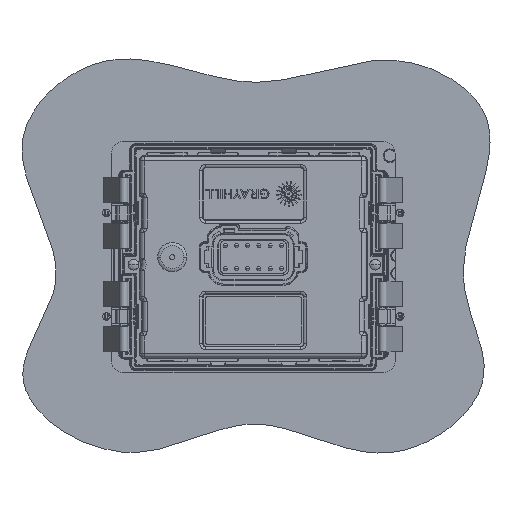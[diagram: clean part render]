
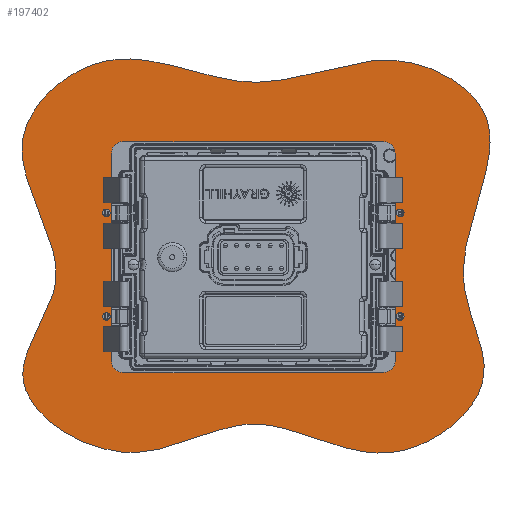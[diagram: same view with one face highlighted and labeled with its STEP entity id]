
A CAD part, front view. The second image highlights one B-rep face of the part: STEP entity #197402.
In plain terms, the highlighted planar face has unit normal (0, -1, 0).
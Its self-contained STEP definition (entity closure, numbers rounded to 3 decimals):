
#196916=CARTESIAN_POINT('',(0.,-2.5,-55.056));
#196917=CARTESIAN_POINT('',(-16.265,-2.5,-55.241));
#196918=CARTESIAN_POINT('',(-47.208,-2.5,-79.266));
#196919=CARTESIAN_POINT('',(-106.41,-2.5,-40.604));
#196920=CARTESIAN_POINT('',(-62.811,-2.5,6.406));
#196921=CARTESIAN_POINT('',(-108.304,-2.5,53.954));
#196922=CARTESIAN_POINT('',(-54.296,-2.5,102.278));
#196923=CARTESIAN_POINT('',(-19.355,-2.5,80.163));
#196924=CARTESIAN_POINT('',(0.867,-2.5,79.995));
#196925=CARTESIAN_POINT('',(1.3,-2.5,79.997));
#196930=CARTESIAN_POINT('',(1.3,-2.5,79.997));
#196931=CARTESIAN_POINT('',(20.977,-2.5,80.089));
#196932=CARTESIAN_POINT('',(51.875,-2.5,98.73));
#196933=CARTESIAN_POINT('',(110.736,-2.5,63.296));
#196934=CARTESIAN_POINT('',(69.871,-2.5,9.63));
#196935=CARTESIAN_POINT('',(102.729,-2.5,-39.861));
#196936=CARTESIAN_POINT('',(50.687,-2.5,-80.34));
#196937=CARTESIAN_POINT('',(17.618,-2.5,-54.855));
#196938=CARTESIAN_POINT('',(0.,-2.5,-55.056));
#196943=CARTESIAN_POINT('',(-51.55,-2.5,-30.18));
#196944=DIRECTION('',(0.,1.,0.));
#196945=DIRECTION('',(0.,0.,-1.));
#196946=AXIS2_PLACEMENT_3D('',#196943,#196944,#196945);
#196951=DIRECTION('',(-1.,0.,0.));
#196952=VECTOR('',#196951,103.1);
#196953=CARTESIAN_POINT('',(51.55,-2.5,-34.68));
#196954=LINE('',#196953,#196952);
#196958=CARTESIAN_POINT('',(51.55,-2.5,-30.18));
#196959=DIRECTION('',(0.,1.,0.));
#196960=DIRECTION('',(1.,0.,0.));
#196961=AXIS2_PLACEMENT_3D('',#196958,#196959,#196960);
#196966=DIRECTION('',(0.,0.,-1.));
#196967=VECTOR('',#196966,82.2);
#196968=CARTESIAN_POINT('',(56.05,-2.5,52.02));
#196969=LINE('',#196968,#196967);
#196973=CARTESIAN_POINT('',(51.55,-2.5,52.02));
#196974=DIRECTION('',(0.,1.,0.));
#196975=DIRECTION('',(0.,0.,1.));
#196976=AXIS2_PLACEMENT_3D('',#196973,#196974,#196975);
#196981=DIRECTION('',(1.,0.,0.));
#196982=VECTOR('',#196981,103.1);
#196983=CARTESIAN_POINT('',(-51.55,-2.5,56.52));
#196984=LINE('',#196983,#196982);
#196988=CARTESIAN_POINT('',(-51.55,-2.5,52.02));
#196989=DIRECTION('',(0.,1.,0.));
#196990=DIRECTION('',(-1.,0.,0.));
#196991=AXIS2_PLACEMENT_3D('',#196988,#196989,#196990);
#196996=DIRECTION('',(0.,0.,1.));
#196997=VECTOR('',#196996,82.2);
#196998=CARTESIAN_POINT('',(-56.05,-2.5,-30.18));
#196999=LINE('',#196998,#196997);
#197003=CARTESIAN_POINT('',(-58.057,-2.5,-12.5));
#197004=DIRECTION('',(0.,1.,0.));
#197005=DIRECTION('',(1.,0.,0.));
#197006=AXIS2_PLACEMENT_3D('',#197003,#197004,#197005);
#197011=CARTESIAN_POINT('',(-58.057,-2.5,-12.5));
#197012=DIRECTION('',(0.,1.,0.));
#197013=DIRECTION('',(-1.,0.,0.));
#197014=AXIS2_PLACEMENT_3D('',#197011,#197012,#197013);
#197019=CARTESIAN_POINT('',(-58.057,-2.5,28.4));
#197020=DIRECTION('',(0.,1.,0.));
#197021=DIRECTION('',(1.,0.,0.));
#197022=AXIS2_PLACEMENT_3D('',#197019,#197020,#197021);
#197027=CARTESIAN_POINT('',(-58.057,-2.5,28.4));
#197028=DIRECTION('',(0.,1.,0.));
#197029=DIRECTION('',(-1.,0.,0.));
#197030=AXIS2_PLACEMENT_3D('',#197027,#197028,#197029);
#197035=CARTESIAN_POINT('',(58.057,-2.5,-12.5));
#197036=DIRECTION('',(0.,1.,0.));
#197037=DIRECTION('',(1.,0.,0.));
#197038=AXIS2_PLACEMENT_3D('',#197035,#197036,#197037);
#197043=CARTESIAN_POINT('',(58.057,-2.5,-12.5));
#197044=DIRECTION('',(0.,1.,0.));
#197045=DIRECTION('',(-1.,0.,0.));
#197046=AXIS2_PLACEMENT_3D('',#197043,#197044,#197045);
#197051=CARTESIAN_POINT('',(58.057,-2.5,28.4));
#197052=DIRECTION('',(0.,1.,0.));
#197053=DIRECTION('',(1.,0.,0.));
#197054=AXIS2_PLACEMENT_3D('',#197051,#197052,#197053);
#197059=CARTESIAN_POINT('',(58.057,-2.5,28.4));
#197060=DIRECTION('',(0.,1.,0.));
#197061=DIRECTION('',(-1.,0.,0.));
#197062=AXIS2_PLACEMENT_3D('',#197059,#197060,#197061);
#197181=VERTEX_POINT('',#196916);
#197182=VERTEX_POINT('',#196925);
#197199=CARTESIAN_POINT('',(-51.55,-2.5,-34.68));
#197200=CARTESIAN_POINT('',(-56.05,-2.5,-30.18));
#197201=VERTEX_POINT('',#197199);
#197202=VERTEX_POINT('',#197200);
#197203=CARTESIAN_POINT('',(-56.05,-2.5,52.02));
#197204=VERTEX_POINT('',#197203);
#197205=CARTESIAN_POINT('',(-51.55,-2.5,56.52));
#197206=VERTEX_POINT('',#197205);
#197207=CARTESIAN_POINT('',(51.55,-2.5,56.52));
#197208=VERTEX_POINT('',#197207);
#197209=CARTESIAN_POINT('',(56.05,-2.5,52.02));
#197210=VERTEX_POINT('',#197209);
#197211=CARTESIAN_POINT('',(56.05,-2.5,-30.18));
#197212=VERTEX_POINT('',#197211);
#197213=CARTESIAN_POINT('',(51.55,-2.5,-34.68));
#197214=VERTEX_POINT('',#197213);
#197231=CARTESIAN_POINT('',(-56.533,-2.5,-12.5));
#197232=CARTESIAN_POINT('',(-59.581,-2.5,-12.5));
#197233=VERTEX_POINT('',#197231);
#197234=VERTEX_POINT('',#197232);
#197235=CARTESIAN_POINT('',(-56.533,-2.5,28.4));
#197236=CARTESIAN_POINT('',(-59.581,-2.5,28.4));
#197237=VERTEX_POINT('',#197235);
#197238=VERTEX_POINT('',#197236);
#197239=CARTESIAN_POINT('',(59.581,-2.5,-12.5));
#197240=CARTESIAN_POINT('',(56.533,-2.5,-12.5));
#197241=VERTEX_POINT('',#197239);
#197242=VERTEX_POINT('',#197240);
#197243=CARTESIAN_POINT('',(59.581,-2.5,28.4));
#197244=CARTESIAN_POINT('',(56.533,-2.5,28.4));
#197245=VERTEX_POINT('',#197243);
#197246=VERTEX_POINT('',#197244);
#197351=CARTESIAN_POINT('',(0.,-2.5,0.));
#197352=DIRECTION('',(0.,1.,0.));
#197353=DIRECTION('',(1.,0.,0.));
#197354=AXIS2_PLACEMENT_3D('',#197351,#197352,#197353);
#197355=PLANE('',#197354);
#197356=ORIENTED_EDGE('',*,*,#197320,.T.);
#197357=ORIENTED_EDGE('',*,*,#197345,.T.);
#197358=EDGE_LOOP('',(#197356,#197357));
#197359=FACE_OUTER_BOUND('',#197358,.F.);
#197361=ORIENTED_EDGE('',*,*,#197360,.F.);
#197363=ORIENTED_EDGE('',*,*,#197362,.F.);
#197365=ORIENTED_EDGE('',*,*,#197364,.F.);
#197367=ORIENTED_EDGE('',*,*,#197366,.F.);
#197369=ORIENTED_EDGE('',*,*,#197368,.F.);
#197371=ORIENTED_EDGE('',*,*,#197370,.F.);
#197373=ORIENTED_EDGE('',*,*,#197372,.F.);
#197375=ORIENTED_EDGE('',*,*,#197374,.F.);
#197376=EDGE_LOOP('',(#197361,#197363,#197365,#197367,#197369,#197371,#197373,
#197375));
#197377=FACE_BOUND('',#197376,.F.);
#197379=ORIENTED_EDGE('',*,*,#197378,.F.);
#197381=ORIENTED_EDGE('',*,*,#197380,.F.);
#197382=EDGE_LOOP('',(#197379,#197381));
#197383=FACE_BOUND('',#197382,.F.);
#197385=ORIENTED_EDGE('',*,*,#197384,.F.);
#197387=ORIENTED_EDGE('',*,*,#197386,.F.);
#197388=EDGE_LOOP('',(#197385,#197387));
#197389=FACE_BOUND('',#197388,.F.);
#197391=ORIENTED_EDGE('',*,*,#197390,.F.);
#197393=ORIENTED_EDGE('',*,*,#197392,.F.);
#197394=EDGE_LOOP('',(#197391,#197393));
#197395=FACE_BOUND('',#197394,.F.);
#197397=ORIENTED_EDGE('',*,*,#197396,.F.);
#197399=ORIENTED_EDGE('',*,*,#197398,.F.);
#197400=EDGE_LOOP('',(#197397,#197399));
#197401=FACE_BOUND('',#197400,.F.);
#196926=B_SPLINE_CURVE_WITH_KNOTS('',3,(#196916,#196917,#196918,#196919,#196920,
#196921,#196922,#196923,#196924,#196925),.UNSPECIFIED.,.F.,.F.,(4,1,1,1,1,1,1,
4),(0.,0.171,0.335,0.461,
0.656,0.797,0.996,1.),.UNSPECIFIED.);
#196939=B_SPLINE_CURVE_WITH_KNOTS('',3,(#196930,#196931,#196932,#196933,#196934,
#196935,#196936,#196937,#196938),.UNSPECIFIED.,.F.,.F.,(4,1,1,1,1,1,4),(0.,
0.198,0.315,0.541,0.662,
0.814,1.),.UNSPECIFIED.);
#196947=CIRCLE('',#196946,4.5);
#196962=CIRCLE('',#196961,4.5);
#196977=CIRCLE('',#196976,4.5);
#196992=CIRCLE('',#196991,4.5);
#197007=CIRCLE('',#197006,1.524);
#197015=CIRCLE('',#197014,1.524);
#197023=CIRCLE('',#197022,1.524);
#197031=CIRCLE('',#197030,1.524);
#197039=CIRCLE('',#197038,1.524);
#197047=CIRCLE('',#197046,1.524);
#197055=CIRCLE('',#197054,1.524);
#197063=CIRCLE('',#197062,1.524);
#197320=EDGE_CURVE('',#197181,#197182,#196926,.T.);
#197345=EDGE_CURVE('',#197182,#197181,#196939,.T.);
#197360=EDGE_CURVE('',#197201,#197202,#196947,.T.);
#197362=EDGE_CURVE('',#197214,#197201,#196954,.T.);
#197364=EDGE_CURVE('',#197212,#197214,#196962,.T.);
#197366=EDGE_CURVE('',#197210,#197212,#196969,.T.);
#197368=EDGE_CURVE('',#197208,#197210,#196977,.T.);
#197370=EDGE_CURVE('',#197206,#197208,#196984,.T.);
#197372=EDGE_CURVE('',#197204,#197206,#196992,.T.);
#197374=EDGE_CURVE('',#197202,#197204,#196999,.T.);
#197378=EDGE_CURVE('',#197233,#197234,#197007,.T.);
#197380=EDGE_CURVE('',#197234,#197233,#197015,.T.);
#197384=EDGE_CURVE('',#197237,#197238,#197023,.T.);
#197386=EDGE_CURVE('',#197238,#197237,#197031,.T.);
#197390=EDGE_CURVE('',#197241,#197242,#197039,.T.);
#197392=EDGE_CURVE('',#197242,#197241,#197047,.T.);
#197396=EDGE_CURVE('',#197245,#197246,#197055,.T.);
#197398=EDGE_CURVE('',#197246,#197245,#197063,.T.);
#197402=ADVANCED_FACE('',(#197359,#197377,#197383,#197389,#197395,#197401),
#197355,.F.);
